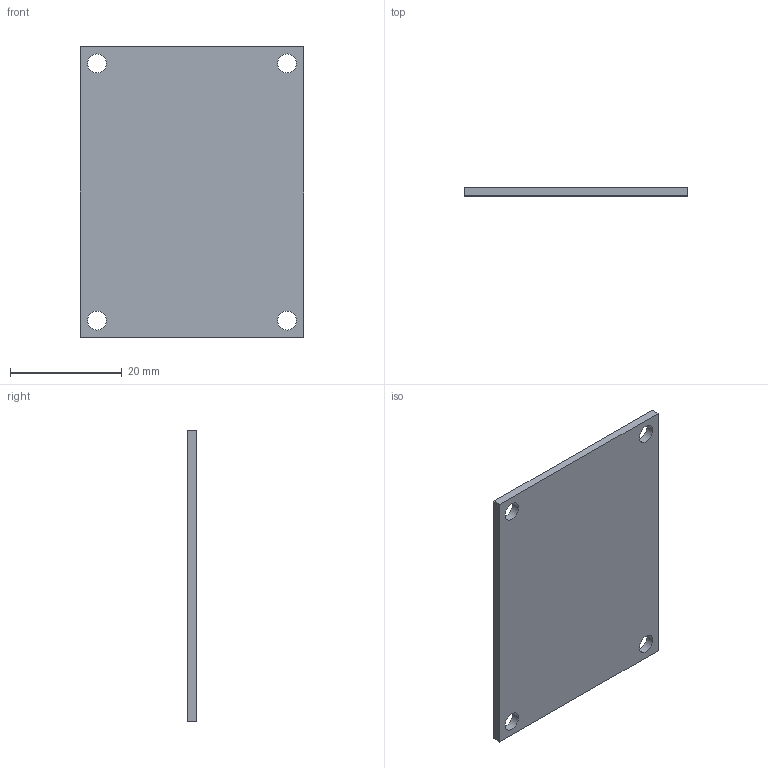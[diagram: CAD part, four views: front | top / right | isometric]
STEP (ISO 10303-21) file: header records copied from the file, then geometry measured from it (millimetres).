
FILE_DESCRIPTION(/* description */ (''),/* implementation_level */ '2;1');
FILE_NAME(/* name */ 'a1003.step',/* time_stamp */ '2018-08-20T14:34:12+09:00',/* author */ ('hisashin0829'),/* organization */ (''),/* preprocessor_version */ 'ST-DEVELOPER v17',/* originating_system */ 'Autodesk Translation Framework v7.1.0.215',/* authorisation */ '');
FILE_SCHEMA (('AUTOMOTIVE_DESIGN { 1 0 10303 214 3 1 1 }'));
Length unit declared in the file: millimetre
Products named in the file (2): a1003; new
Assembly tree (1 placements, depth 2):
  a1003
    new
Bounding box: 40 x 1.51 x 52 mm (x, y, z)
Volume: 3064.5 mm3; surface area: 4427.3 mm2
Topology: 1 solids, 1 shells, 10 faces, 32 edges, 24 vertices
Faces by surface type: plane 6, cylinder 4
Full cylindrical faces by diameter (mm): 3.4 x4
Entity records: 452 total; most frequent: DIRECTION 74, CARTESIAN_POINT 69, ORIENTED_EDGE 64, EDGE_CURVE 32, AXIS2_PLACEMENT_3D 29, VERTEX_POINT 24, EDGE_LOOP 18, LINE 16
